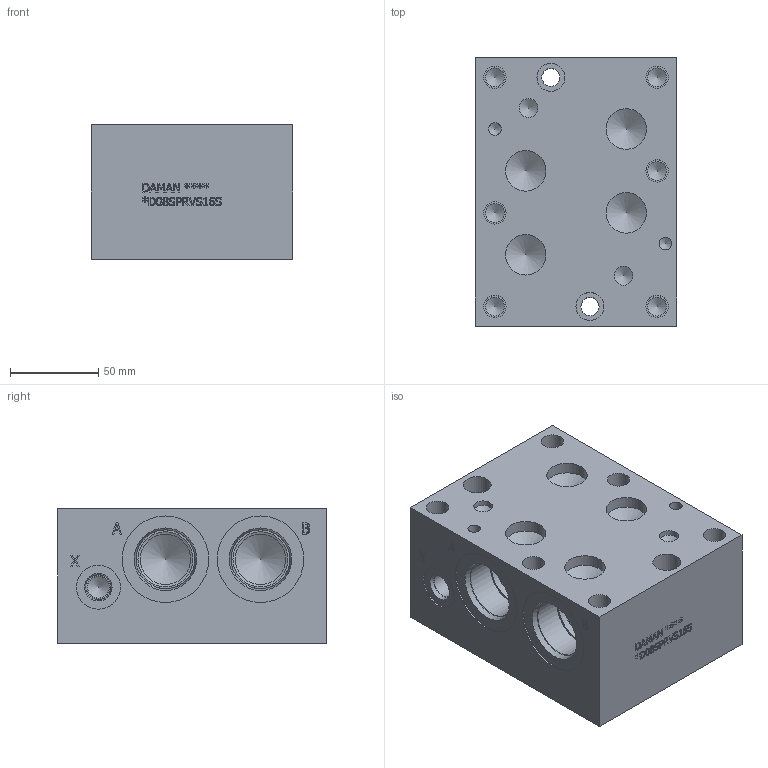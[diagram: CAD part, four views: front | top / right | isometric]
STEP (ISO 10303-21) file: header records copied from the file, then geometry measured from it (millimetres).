
FILE_DESCRIPTION(/* description */ (''),/* implementation_level */ '2;1');
FILE_NAME(/* name */ '_D08SPRVS16S.stp',/* time_stamp */ '2022-05-25T15:54:04-04:00',/* author */ ('bobbyh'),/* organization */ (''),/* preprocessor_version */ 'ST-DEVELOPER v18',/* originating_system */ 'Autodesk Inventor 2020',/* authorisation */ '');
FILE_SCHEMA (('AUTOMOTIVE_DESIGN { 1 0 10303 214 3 1 1 }'));
Length unit declared in the file: millimetre
Products named in the file (1): Part_DD08SPRVS16S_3D
Bounding box: 114.3 x 152.4 x 76.2 mm (x, y, z)
Volume: 1049012.3 mm3; surface area: 115602 mm2
Topology: 1 solids, 1 shells, 634 faces, 1753 edges, 1186 vertices
Faces by surface type: plane 350, bspline 160, cylinder 72, cone 52
Full cylindrical faces by diameter (mm): 7.137 x2, 10.312 x2, 10.719 x8, 12.294 x2, 12.7 x6, 12.9 x2, 14.275 x2, 14.529 x2, 15.875 x2, 17.475 x1, 22.225 x1, 23.012 x4, 23.698 x1, 25.019 x2, 25.4 x1, 26.187 x1, 27.381 x1, 28.575 x4, 31.267 x4, 33.325 x1, 33.34 x6, 33.757 x6, 38.1 x1, 49.124 x6
Entity records: 21720 total; most frequent: CARTESIAN_POINT 5908, ORIENTED_EDGE 3466, DIRECTION 2605, EDGE_CURVE 1733, VERTEX_POINT 1186, LINE 1105, VECTOR 1105, AXIS2_PLACEMENT_3D 750
